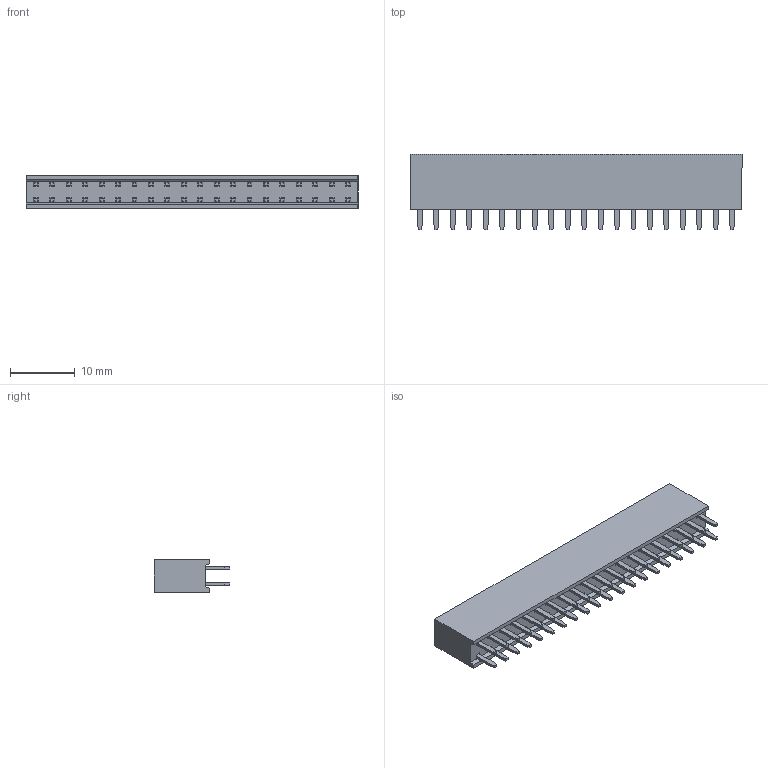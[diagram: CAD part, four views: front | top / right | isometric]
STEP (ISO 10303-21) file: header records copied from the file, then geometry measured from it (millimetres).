
FILE_DESCRIPTION (( 'STEP AP214' ), '1' );
FILE_NAME ('PPTC202LFBN-RC.STEP', '2022-01-06T00:21:44', ( '' ), ( '' ), 'SwSTEP 2.0', 'SolidWorks 2017', '' );
FILE_SCHEMA (( 'AUTOMOTIVE_DESIGN' ));
Length unit declared in the file: inch
Products named in the file (1): PPTC202LFBN-RC
Bounding box: 51.31 x 11.71 x 5.08 mm (x, y, z)
Volume: 1996.6 mm3; surface area: 3395.4 mm2
Topology: 41 solids, 41 shells, 930 faces, 2384 edges, 1536 vertices
Faces by surface type: plane 690, cylinder 240
Entity records: 32778 total; most frequent: CARTESIAN_POINT 4851, ORIENTED_EDGE 4768, DIRECTION 4726, EDGE_CURVE 2384, VECTOR 1904, LINE 1904, VERTEX_POINT 1536, AXIS2_PLACEMENT_3D 1411
